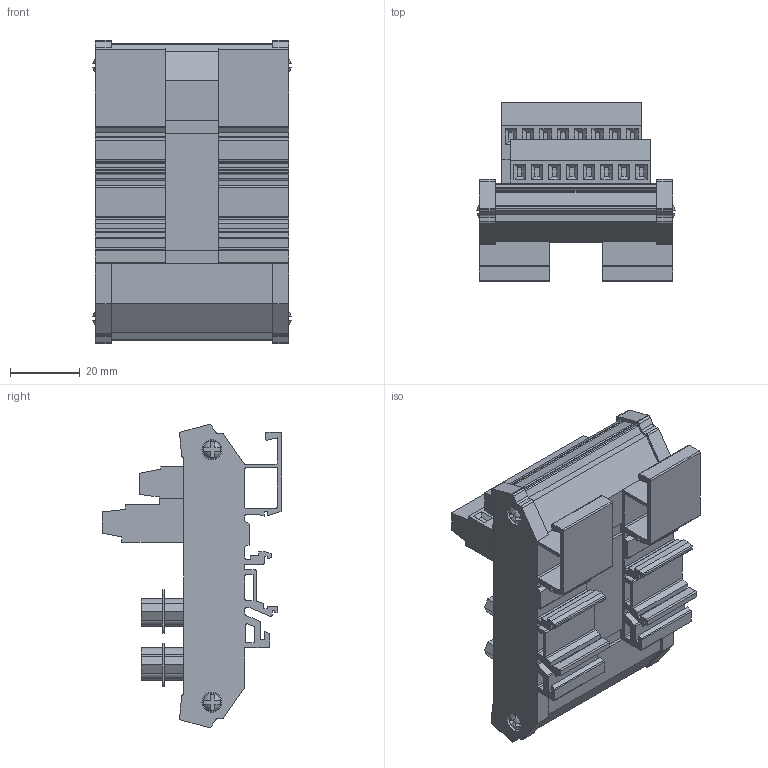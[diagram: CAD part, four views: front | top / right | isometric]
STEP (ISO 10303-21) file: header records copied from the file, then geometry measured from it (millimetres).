
FILE_DESCRIPTION (( 'STEP AP214' ), '1' );
FILE_NAME ('ZL-RTB-DB15.step', '2014-11-13T22:38:43', ( '' ), ( '' ), 'SwSTEP 2.0', 'SolidWorks 2014', '' );
FILE_SCHEMA (( 'AUTOMOTIVE_DESIGN' ));
Length unit declared in the file: inch
Products named in the file (1): ZL-RTB-DB15
Bounding box: 56.8 x 51.56 x 86.87 mm (x, y, z)
Volume: 96307.9 mm3; surface area: 32207.8 mm2
Topology: 1 solids, 5 shells, 912 faces, 2335 edges, 1522 vertices
Faces by surface type: plane 647, cylinder 257, sphere 8
Entity records: 34245 total; most frequent: DIRECTION 4791, CARTESIAN_POINT 4770, ORIENTED_EDGE 4670, EDGE_CURVE 2335, VECTOR 1705, LINE 1705, AXIS2_PLACEMENT_3D 1543, VERTEX_POINT 1522
